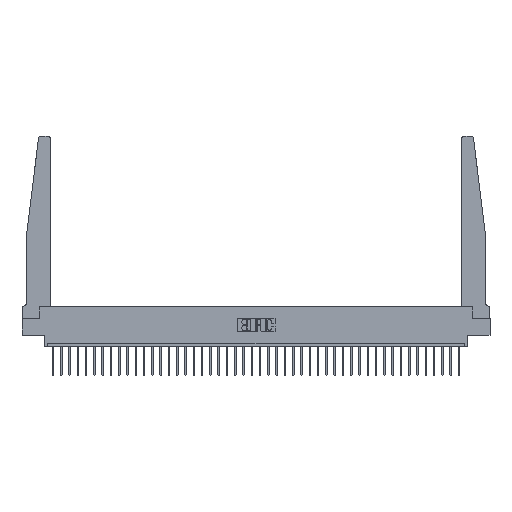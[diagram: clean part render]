
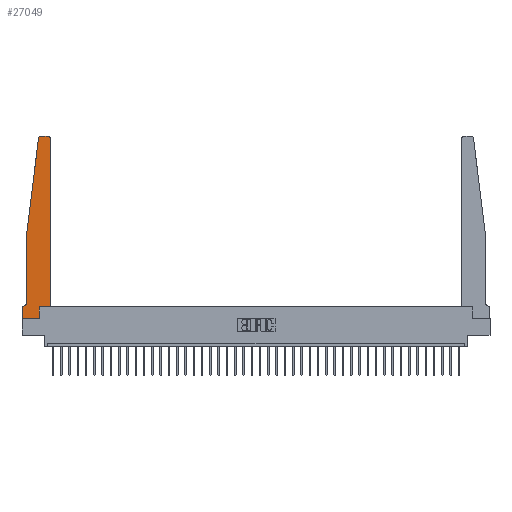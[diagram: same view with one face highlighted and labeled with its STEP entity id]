
A CAD part, top view. The second image highlights one B-rep face of the part: STEP entity #27049.
In plain terms, the highlighted planar face has unit normal (0, 0, 1).
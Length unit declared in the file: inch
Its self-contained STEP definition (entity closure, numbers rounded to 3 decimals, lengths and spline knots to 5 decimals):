
#190 = DIRECTION ( 'NONE',  ( 1., 0., 0. ) ) ;
#778 = EDGE_CURVE ( 'NONE', #10367, #23969, #18106, .T. ) ;
#994 = VECTOR ( 'NONE', #32956, 39.37008 ) ;
#1600 = CARTESIAN_POINT ( 'NONE',  ( 0., 0., 0.37 ) ) ;
#1617 = CARTESIAN_POINT ( 'NONE',  ( 0.015, 0.1875, 0.37 ) ) ;
#1799 = VECTOR ( 'NONE', #7709, 39.37008 ) ;
#2157 = LINE ( 'NONE', #1600, #15310 ) ;
#3062 = CARTESIAN_POINT ( 'NONE',  ( 0., 0.1875, 0.37 ) ) ;
#3260 = EDGE_CURVE ( 'NONE', #31706, #10367, #30922, .T. ) ;
#3909 = EDGE_CURVE ( 'NONE', #17256, #4156, #15498, .T. ) ;
#4042 = AXIS2_PLACEMENT_3D ( 'NONE', #15390, #9632, #33689 ) ;
#4156 = VERTEX_POINT ( 'NONE', #29560 ) ;
#4228 = CARTESIAN_POINT ( 'NONE',  ( 0.24675, 2.72367, 0.37 ) ) ;
#5159 = EDGE_CURVE ( 'NONE', #24899, #32858, #17173, .T. ) ;
#5302 = CARTESIAN_POINT ( 'NONE',  ( 0.425, 0.18, 0.37 ) ) ;
#5960 = CARTESIAN_POINT ( 'NONE',  ( 0.425, 0.18, 0.37 ) ) ;
#5983 = ORIENTED_EDGE ( 'NONE', *, *, #24763, .T. ) ;
#5993 = AXIS2_PLACEMENT_3D ( 'NONE', #19782, #22006, #27357 ) ;
#6092 = VECTOR ( 'NONE', #26997, 39.37008 ) ;
#6400 = CARTESIAN_POINT ( 'NONE',  ( 0., 0.1875, 0.37 ) ) ;
#6485 = DIRECTION ( 'NONE',  ( 1., 0., 0. ) ) ;
#7355 = ORIENTED_EDGE ( 'NONE', *, *, #28592, .T. ) ;
#7709 = DIRECTION ( 'NONE',  ( -1., 0., 0. ) ) ;
#9016 = VERTEX_POINT ( 'NONE', #1617 ) ;
#9632 = DIRECTION ( 'NONE',  ( 0., 0., 1. ) ) ;
#10027 = DIRECTION ( 'NONE',  ( 0., 0., 1. ) ) ;
#10120 = DIRECTION ( 'NONE',  ( 0., 0., -1. ) ) ;
#10367 = VERTEX_POINT ( 'NONE', #16193 ) ;
#10418 = LINE ( 'NONE', #16116, #15889 ) ;
#11012 = ORIENTED_EDGE ( 'NONE', *, *, #30916, .T. ) ;
#11497 = CARTESIAN_POINT ( 'NONE',  ( 0.065, 1.25, 0.37 ) ) ;
#11556 = CARTESIAN_POINT ( 'NONE',  ( 0., 0., 0.37 ) ) ;
#12875 = AXIS2_PLACEMENT_3D ( 'NONE', #3062, #10027, #190 ) ;
#13343 = ORIENTED_EDGE ( 'NONE', *, *, #17668, .T. ) ;
#13416 = VECTOR ( 'NONE', #14133, 39.37008 ) ;
#13628 = DIRECTION ( 'NONE',  ( -1., 0., 0. ) ) ;
#14133 = DIRECTION ( 'NONE',  ( 0., -1., 0. ) ) ;
#14213 = VECTOR ( 'NONE', #13628, 39.37008 ) ;
#14722 = VECTOR ( 'NONE', #21490, 39.37008 ) ;
#15310 = VECTOR ( 'NONE', #33954, 39.37008 ) ;
#15390 = CARTESIAN_POINT ( 'NONE',  ( 0.27653, 2.72, 0.37 ) ) ;
#15498 = LINE ( 'NONE', #11556, #13416 ) ;
#15560 = CARTESIAN_POINT ( 'NONE',  ( 0.25, 2.75, 0.37 ) ) ;
#15889 = VECTOR ( 'NONE', #24250, 39.37008 ) ;
#16116 = CARTESIAN_POINT ( 'NONE',  ( 0.2605, 0.18, 0.37 ) ) ;
#16120 = EDGE_CURVE ( 'NONE', #9016, #17256, #21401, .T. ) ;
#16184 = CARTESIAN_POINT ( 'NONE',  ( 0.065, 1.25, 0.37 ) ) ;
#16193 = CARTESIAN_POINT ( 'NONE',  ( 0.065, 1.25, 0.37 ) ) ;
#16777 = CARTESIAN_POINT ( 'NONE',  ( 0.065, 0.2375, 0.37 ) ) ;
#16892 = CARTESIAN_POINT ( 'NONE',  ( 0.425, 0.18, 0.37 ) ) ;
#17173 = CIRCLE ( 'NONE', #5993, 0.03 ) ;
#17256 = VERTEX_POINT ( 'NONE', #6400 ) ;
#17668 = EDGE_CURVE ( 'NONE', #20254, #29455, #10418, .T. ) ;
#18106 = LINE ( 'NONE', #11497, #14722 ) ;
#18388 = ORIENTED_EDGE ( 'NONE', *, *, #5159, .T. ) ;
#19782 = CARTESIAN_POINT ( 'NONE',  ( 0.395, 2.72, 0.37 ) ) ;
#20098 = VERTEX_POINT ( 'NONE', #30267 ) ;
#20254 = VERTEX_POINT ( 'NONE', #29856 ) ;
#20399 = ORIENTED_EDGE ( 'NONE', *, *, #3260, .T. ) ;
#21379 = ORIENTED_EDGE ( 'NONE', *, *, #16120, .T. ) ;
#21401 = LINE ( 'NONE', #27024, #14213 ) ;
#21412 = CARTESIAN_POINT ( 'NONE',  ( 0.425, 2.72, 0.37 ) ) ;
#21490 = DIRECTION ( 'NONE',  ( 0., -1., 0. ) ) ;
#21591 = CIRCLE ( 'NONE', #4042, 0.03 ) ;
#21618 = VERTEX_POINT ( 'NONE', #16892 ) ;
#22006 = DIRECTION ( 'NONE',  ( 0., 0., 1. ) ) ;
#23224 = ORIENTED_EDGE ( 'NONE', *, *, #778, .T. ) ;
#23969 = VERTEX_POINT ( 'NONE', #16777 ) ;
#24250 = DIRECTION ( 'NONE',  ( 0., 1., 0. ) ) ;
#24301 = LINE ( 'NONE', #5302, #33071 ) ;
#24631 = LINE ( 'NONE', #5960, #994 ) ;
#24763 = EDGE_CURVE ( 'NONE', #20098, #31706, #21591, .T. ) ;
#24899 = VERTEX_POINT ( 'NONE', #21412 ) ;
#26303 = CIRCLE ( 'NONE', #26873, 0.05 ) ;
#26873 = AXIS2_PLACEMENT_3D ( 'NONE', #31962, #10120, #34319 ) ;
#26997 = DIRECTION ( 'NONE',  ( -0.122, -0.992, 0. ) ) ;
#27002 = CARTESIAN_POINT ( 'NONE',  ( 0.2605, 0.18, 0.37 ) ) ;
#27024 = CARTESIAN_POINT ( 'NONE',  ( 0.065, 0.1875, 0.37 ) ) ;
#27049 = ADVANCED_FACE ( 'NONE', ( #32684 ), #32965, .T. ) ;
#27357 = DIRECTION ( 'NONE',  ( 1., 0., 0. ) ) ;
#27413 = EDGE_CURVE ( 'NONE', #29455, #21618, #24301, .T. ) ;
#27536 = LINE ( 'NONE', #15560, #1799 ) ;
#28000 = ORIENTED_EDGE ( 'NONE', *, *, #31271, .T. ) ;
#28459 = ORIENTED_EDGE ( 'NONE', *, *, #3909, .T. ) ;
#28592 = EDGE_CURVE ( 'NONE', #23969, #9016, #26303, .T. ) ;
#29088 = ORIENTED_EDGE ( 'NONE', *, *, #31810, .T. ) ;
#29455 = VERTEX_POINT ( 'NONE', #27002 ) ;
#29560 = CARTESIAN_POINT ( 'NONE',  ( 0., 0., 0.37 ) ) ;
#29856 = CARTESIAN_POINT ( 'NONE',  ( 0.2605, 0., 0.37 ) ) ;
#30267 = CARTESIAN_POINT ( 'NONE',  ( 0.27653, 2.75, 0.37 ) ) ;
#30437 = EDGE_LOOP ( 'NONE', ( #28000, #5983, #20399, #23224, #7355, #21379, #28459, #29088, #13343, #31083, #11012, #18388 ) ) ;
#30916 = EDGE_CURVE ( 'NONE', #21618, #24899, #24631, .T. ) ;
#30922 = LINE ( 'NONE', #16184, #6092 ) ;
#31083 = ORIENTED_EDGE ( 'NONE', *, *, #27413, .T. ) ;
#31271 = EDGE_CURVE ( 'NONE', #32858, #20098, #27536, .T. ) ;
#31706 = VERTEX_POINT ( 'NONE', #4228 ) ;
#31810 = EDGE_CURVE ( 'NONE', #4156, #20254, #2157, .T. ) ;
#31962 = CARTESIAN_POINT ( 'NONE',  ( 0.015, 0.2375, 0.37 ) ) ;
#32684 = FACE_OUTER_BOUND ( 'NONE', #30437, .T. ) ;
#32858 = VERTEX_POINT ( 'NONE', #33637 ) ;
#32956 = DIRECTION ( 'NONE',  ( 0., 1., 0. ) ) ;
#32965 = PLANE ( 'NONE',  #12875 ) ;
#33071 = VECTOR ( 'NONE', #6485, 39.37008 ) ;
#33637 = CARTESIAN_POINT ( 'NONE',  ( 0.395, 2.75, 0.37 ) ) ;
#33689 = DIRECTION ( 'NONE',  ( 1., 0., 0. ) ) ;
#33954 = DIRECTION ( 'NONE',  ( 1., 0., 0. ) ) ;
#34319 = DIRECTION ( 'NONE',  ( -1., 0., 0. ) ) ;
